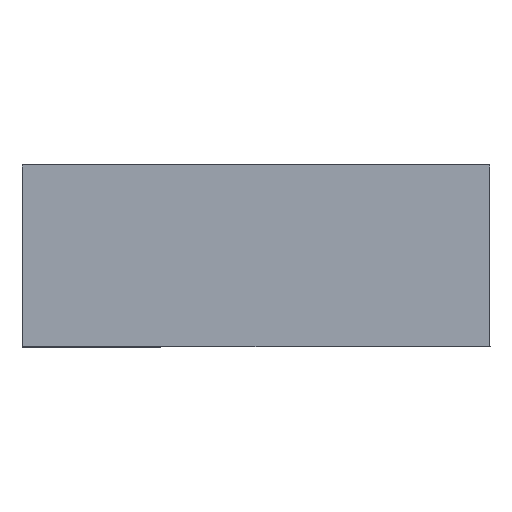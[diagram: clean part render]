
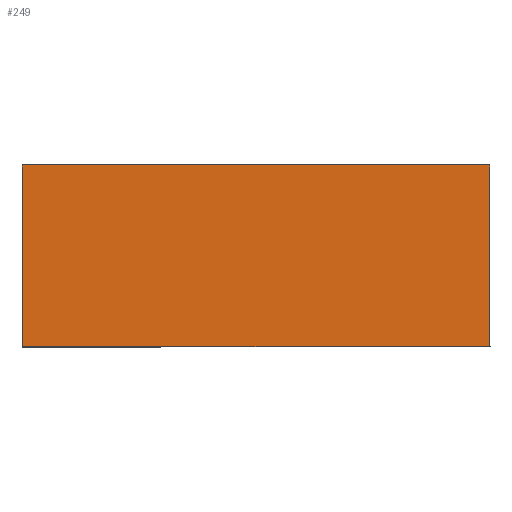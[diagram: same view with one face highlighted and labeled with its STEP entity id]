
A CAD part, front view. The second image highlights one B-rep face of the part: STEP entity #249.
In plain terms, the highlighted planar face has unit normal (0, -1, 0).
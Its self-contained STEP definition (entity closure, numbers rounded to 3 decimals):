
#249 = ADVANCED_FACE( '', ( #520 ), #521, .F. );
#520 = FACE_OUTER_BOUND( '', #826, .T. );
#521 = PLANE( '', #827 );
#826 = EDGE_LOOP( '', ( #1495, #1496, #1497, #1498, #1499, #1500, #1501, #1502 ) );
#827 = AXIS2_PLACEMENT_3D( '', #1503, #1504, #1505 );
#1495 = ORIENTED_EDGE( '', *, *, #2189, .F. );
#1496 = ORIENTED_EDGE( '', *, *, #2051, .T. );
#1497 = ORIENTED_EDGE( '', *, *, #2215, .F. );
#1498 = ORIENTED_EDGE( '', *, *, #2153, .F. );
#1499 = ORIENTED_EDGE( '', *, *, #2216, .T. );
#1500 = ORIENTED_EDGE( '', *, *, #2217, .F. );
#1501 = ORIENTED_EDGE( '', *, *, #2218, .T. );
#1502 = ORIENTED_EDGE( '', *, *, #2219, .T. );
#1503 = CARTESIAN_POINT( '', ( -2.7, -2.7, 2.1 ) );
#1504 = DIRECTION( '', ( 0., 1., 0. ) );
#1505 = DIRECTION( '', ( 0., 0., 1. ) );
#2051 = EDGE_CURVE( '', #2396, #2397, #2398, .T. );
#2153 = EDGE_CURVE( '', #2565, #2567, #2568, .T. );
#2189 = EDGE_CURVE( '', #2396, #2621, #2624, .T. );
#2215 = EDGE_CURVE( '', #2567, #2397, #2657, .T. );
#2216 = EDGE_CURVE( '', #2565, #2658, #2659, .T. );
#2217 = EDGE_CURVE( '', #2660, #2658, #2661, .T. );
#2218 = EDGE_CURVE( '', #2660, #2662, #2663, .T. );
#2219 = EDGE_CURVE( '', #2662, #2621, #2664, .T. );
#2396 = VERTEX_POINT( '', #2965 );
#2397 = VERTEX_POINT( '', #2966 );
#2398 = LINE( '', #2967, #2968 );
#2565 = VERTEX_POINT( '', #3386 );
#2567 = VERTEX_POINT( '', #3389 );
#2568 = LINE( '', #3390, #3391 );
#2621 = VERTEX_POINT( '', #3589 );
#2624 = LINE( '', #3594, #3595 );
#2657 = LINE( '', #3709, #3710 );
#2658 = VERTEX_POINT( '', #3711 );
#2659 = LINE( '', #3712, #3713 );
#2660 = VERTEX_POINT( '', #3714 );
#2661 = LINE( '', #3715, #3716 );
#2662 = VERTEX_POINT( '', #3717 );
#2663 = LINE( '', #3718, #3719 );
#2664 = LINE( '', #3720, #3721 );
#2965 = CARTESIAN_POINT( '', ( 1.1, -2.7, 0. ) );
#2966 = CARTESIAN_POINT( '', ( 2.7, -2.7, 0. ) );
#2967 = CARTESIAN_POINT( '', ( 1.1, -2.7, 0. ) );
#2968 = VECTOR( '', #4027, 1000. );
#3386 = CARTESIAN_POINT( '', ( -2.7, -2.7, 2.1 ) );
#3389 = CARTESIAN_POINT( '', ( 2.7, -2.7, 2.1 ) );
#3390 = CARTESIAN_POINT( '', ( -2.7, -2.7, 2.1 ) );
#3391 = VECTOR( '', #4061, 1000. );
#3589 = CARTESIAN_POINT( '', ( 1.1, -2.7, 0. ) );
#3594 = CARTESIAN_POINT( '', ( 1.1, -2.7, 0. ) );
#3595 = VECTOR( '', #4070, 1000. );
#3709 = CARTESIAN_POINT( '', ( 2.7, -2.7, 2.1 ) );
#3710 = VECTOR( '', #4079, 1000. );
#3711 = CARTESIAN_POINT( '', ( -2.7, -2.7, 0. ) );
#3712 = CARTESIAN_POINT( '', ( -2.7, -2.7, 2.1 ) );
#3713 = VECTOR( '', #4080, 1000. );
#3714 = CARTESIAN_POINT( '', ( -1.1, -2.7, 0. ) );
#3715 = CARTESIAN_POINT( '', ( -1.1, -2.7, 0. ) );
#3716 = VECTOR( '', #4081, 1000. );
#3717 = CARTESIAN_POINT( '', ( -1.1, -2.7, 0. ) );
#3718 = CARTESIAN_POINT( '', ( -1.1, -2.7, 0. ) );
#3719 = VECTOR( '', #4082, 1000. );
#3720 = CARTESIAN_POINT( '', ( -2.7, -2.7, 0. ) );
#3721 = VECTOR( '', #4083, 1000. );
#4027 = DIRECTION( '', ( 1., 0., 0. ) );
#4061 = DIRECTION( '', ( 1., 0., 0. ) );
#4070 = DIRECTION( '', ( 0., 0., -1. ) );
#4079 = DIRECTION( '', ( 0., 0., -1. ) );
#4080 = DIRECTION( '', ( 0., 0., -1. ) );
#4081 = DIRECTION( '', ( -1., 0., 0. ) );
#4082 = DIRECTION( '', ( 0., 0., -1. ) );
#4083 = DIRECTION( '', ( 1., 0., 0. ) );
